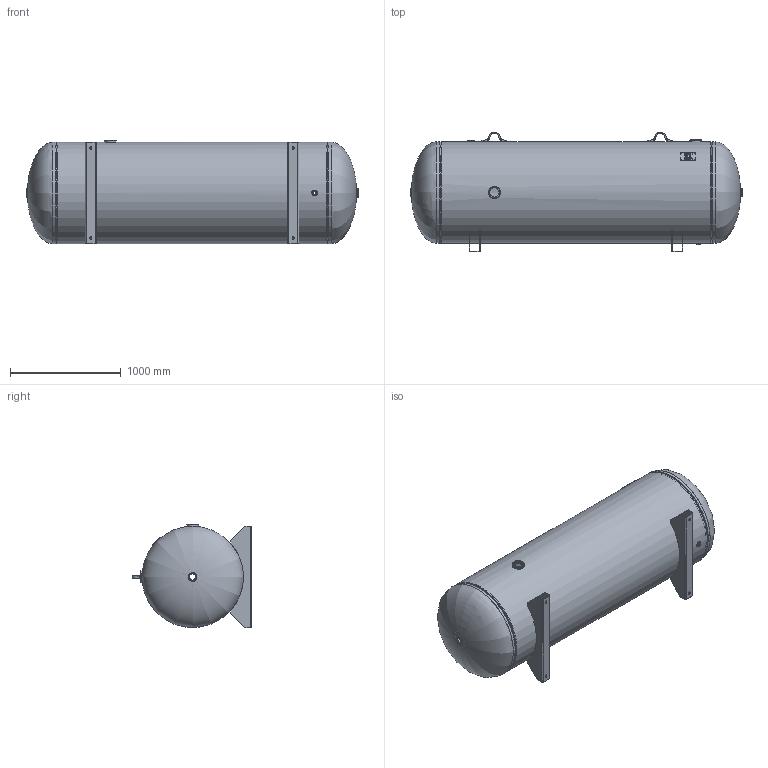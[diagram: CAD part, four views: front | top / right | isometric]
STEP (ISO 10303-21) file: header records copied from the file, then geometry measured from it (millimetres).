
FILE_DESCRIPTION(/* description */ ('36 X 117 200# HORZ ASME CATALOG 500 GAL'),/* implementation_level */ '2;1');
FILE_NAME(/* name */ 'SPVG_A10354.stp',/* time_stamp */ '2018-11-06T08:43:06-06:00',/* author */ ('kim.thoune'),/* organization */ (''),/* preprocessor_version */ 'ST-DEVELOPER v16.5',/* originating_system */ 'Autodesk Inventor 2017',/* authorisation */ '');
FILE_SCHEMA (('AUTOMOTIVE_DESIGN { 1 0 10303 214 3 1 1 }'));
Length unit declared in the file: inch
Products named in the file (15): A10354; A10354-1; A10354-2; 910-597; A10354-3; 910-597_1; F102000; F101501; F100500; F100750; 60-140; 64-053; S100158; F103001; 64-784
Assembly tree (19 placements, depth 3):
  A10354
    A10354-1
    A10354-2
      910-597
    A10354-3
      910-597_1
    F102000  x2
    F100500  x2
    F101501
    F103001  x2
    F100750
    60-140
      64-053
    S100158  x2
    64-784  x2
Bounding box: 2998.77 x 1080.5 x 931.86 mm (x, y, z)
Volume: 60444667.5 mm3; surface area: 19520536.5 mm2
Topology: 16 solids, 16 shells, 393 faces, 968 edges, 631 vertices
Faces by surface type: plane 225, cylinder 76, bspline 44, torus 35, cone 13
Full cylindrical faces by diameter (mm): 6.35 x4, 18.644 x2, 26.987 x2, 31.75 x2, 36.512 x1, 36.909 x1, 44.856 x1, 52.387 x1, 56.667 x2, 57.547 x1, 60.325 x1, 68.263 x3, 79.383 x2, 82.55 x2, 96.837 x2, 98.425 x2, 107.95 x2, 889 x2, 901.7 x5, 914.4 x3
Entity records: 11919 total; most frequent: CARTESIAN_POINT 4370, ORIENTED_EDGE 1416, DIRECTION 1356, EDGE_CURVE 708, VERTEX_POINT 500, LINE 496, VECTOR 496, EDGE_LOOP 440
